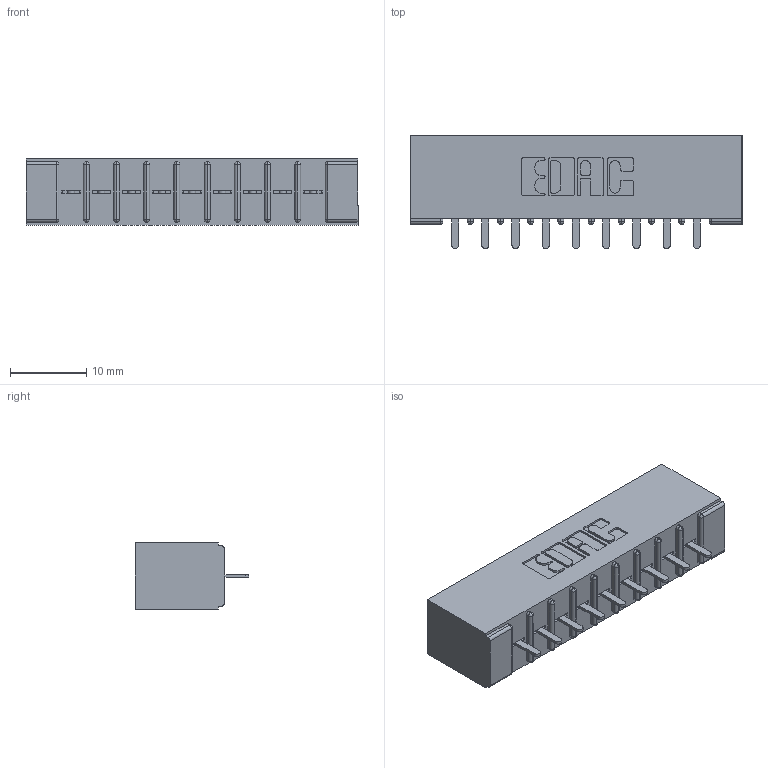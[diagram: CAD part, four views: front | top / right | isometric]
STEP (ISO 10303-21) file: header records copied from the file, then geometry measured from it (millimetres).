
FILE_DESCRIPTION (( 'STEP AP203' ), '1' );
FILE_NAME ('306-009-521-101.STEP', '2019-09-11T19:11:47', ( '' ), ( '' ), 'SwSTEP 2.0', 'SolidWorks 2016', '' );
FILE_SCHEMA (( 'CONFIG_CONTROL_DESIGN' ));
Length unit declared in the file: inch
Products named in the file (3): 306 Part_No Mounting; 306-290-001_121; 306-009-521-101
Assembly tree (10 placements, depth 2):
  306-009-521-101
    306 Part_No Mounting
    306-290-001_121  x9
Bounding box: 43.54 x 14.88 x 8.71 mm (x, y, z)
Volume: 3181.2 mm3; surface area: 4499.2 mm2
Topology: 10 solids, 10 shells, 738 faces, 2065 edges, 1326 vertices
Faces by surface type: plane 487, cylinder 215, sphere 36
Entity records: 12346 total; most frequent: CARTESIAN_POINT 2066, ORIENTED_EDGE 2042, DIRECTION 2041, EDGE_CURVE 1021, VECTOR 783, LINE 783, VERTEX_POINT 654, AXIS2_PLACEMENT_3D 629
